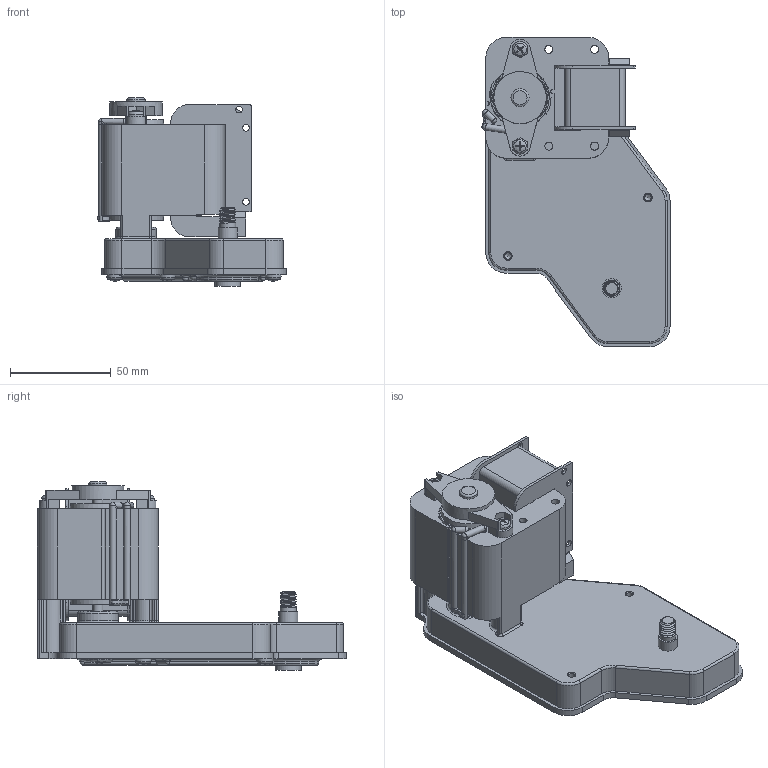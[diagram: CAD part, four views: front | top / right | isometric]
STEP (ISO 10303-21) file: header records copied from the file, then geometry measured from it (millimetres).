
FILE_DESCRIPTION((''),'2;1');
FILE_NAME('WD SERIES MOTOR ISG-3 TYPE.stp','2014-06-20T08:12:51',('jh-hong'),(''),'Autodesk Inventor 2011','Autodesk Inventor 2011','');
FILE_SCHEMA(('AUTOMOTIVE_DESIGN { 1 0 10303 214 1 1 1 1 }'));
Length unit declared in the file: millimetre
Products named in the file (1): ISG-3245ACB
Bounding box: 93.43 x 153.5 x 93.4 mm (x, y, z)
Surface area: 81925.9 mm2 (no closed solid volume)
Topology: 0 solids, 12 shells, 624 faces, 1666 edges, 1084 vertices
Faces by surface type: plane 268, cylinder 167, cone 82, torus 65, sphere 26, bspline 16
Full cylindrical faces by diameter (mm): 3.2 x4, 3.242 x3, 3.3 x6, 3.571 x4, 4 x12, 5 x3, 5.7 x4, 6 x2, 6.95 x4, 7 x4, 8 x1, 9 x1, 9.525 x1, 12 x1, 12.8 x1, 20 x1, 26 x1, 27.5 x1, 28.9 x1, 30.5 x1
Entity records: 22970 total; most frequent: CARTESIAN_POINT 7612, ORIENTED_EDGE 3004, DIRECTION 3001, EDGE_CURVE 1504, AXIS2_PLACEMENT_3D 1184, VERTEX_POINT 1037, EDGE_LOOP 802, VECTOR 633
